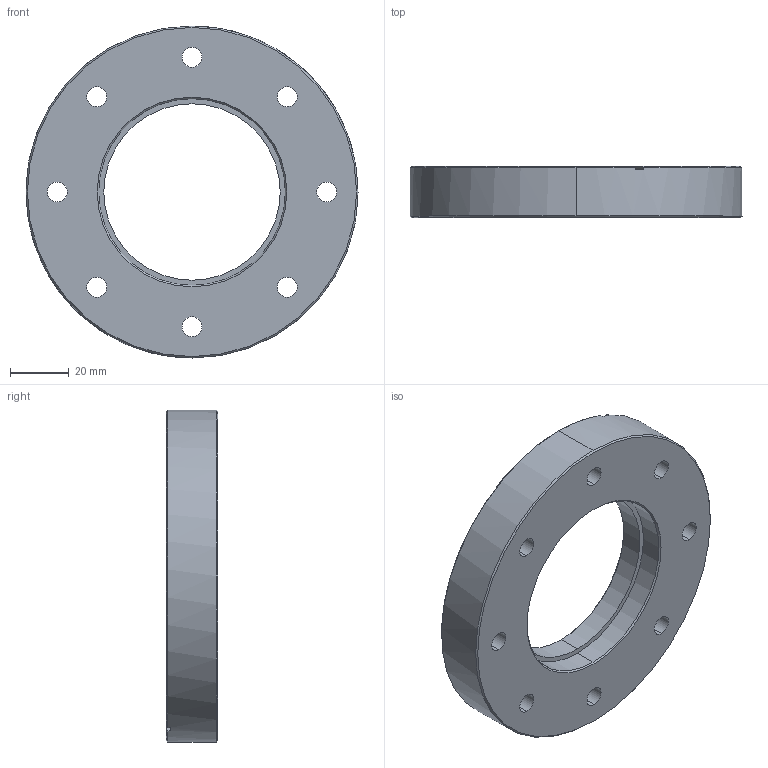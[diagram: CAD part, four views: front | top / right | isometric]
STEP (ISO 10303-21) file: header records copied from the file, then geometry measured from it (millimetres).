
FILE_DESCRIPTION (( 'STEP AP214' ), '1' );
FILE_NAME ('Hositrad_CF63-64-T.STEP', '2017-05-01T12:23:49', ( 'Gebruiker' ), ( '' ), 'SwSTEP 2.0', 'SolidWorks 2017', '' );
FILE_SCHEMA (( 'AUTOMOTIVE_DESIGN' ));
Length unit declared in the file: millimetre
Products named in the file (1): Hositrad_CF63-64-T
Bounding box: 113.5 x 17.5 x 113.5 mm (x, y, z)
Volume: 116104.8 mm3; surface area: 26645.2 mm2
Topology: 1 solids, 1 shells, 48 faces, 124 edges, 79 vertices
Faces by surface type: cylinder 24, cone 13, plane 11
Entity records: 1739 total; most frequent: DIRECTION 287, CARTESIAN_POINT 264, ORIENTED_EDGE 248, EDGE_CURVE 124, AXIS2_PLACEMENT_3D 118, VERTEX_POINT 79, CIRCLE 69, EDGE_LOOP 67
